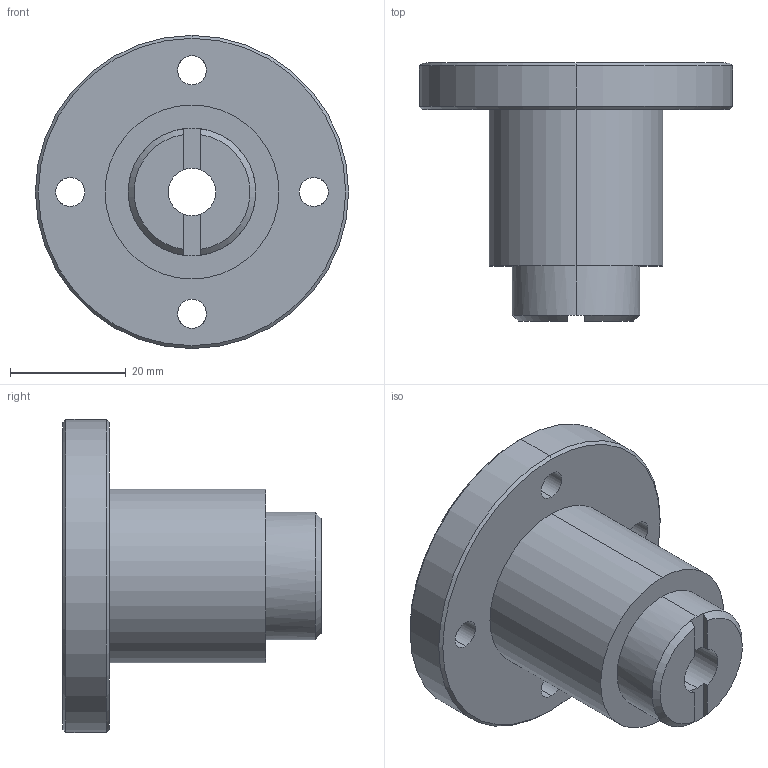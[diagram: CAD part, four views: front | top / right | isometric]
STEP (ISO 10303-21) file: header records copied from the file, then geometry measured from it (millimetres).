
FILE_DESCRIPTION (( 'STEP AP203' ), '1' );
FILE_NAME ('00221729.STEP', '2021-11-16T13:27:21', ( 'uesrf' ), ( '' ), 'SwSTEP 2.0', 'SolidWorks 2019', '' );
FILE_SCHEMA (( 'CONFIG_CONTROL_DESIGN' ));
Length unit declared in the file: millimetre
Products named in the file (1): 00221729
Bounding box: 54 x 44.5 x 54 mm (x, y, z)
Volume: 29761.8 mm3; surface area: 11753.2 mm2
Topology: 1 solids, 1 shells, 64 faces, 184 edges, 120 vertices
Faces by surface type: cylinder 30, plane 28, cone 6
Entity records: 2243 total; most frequent: DIRECTION 408, CARTESIAN_POINT 381, ORIENTED_EDGE 368, EDGE_CURVE 184, AXIS2_PLACEMENT_3D 163, VERTEX_POINT 120, CIRCLE 98, VECTOR 82
